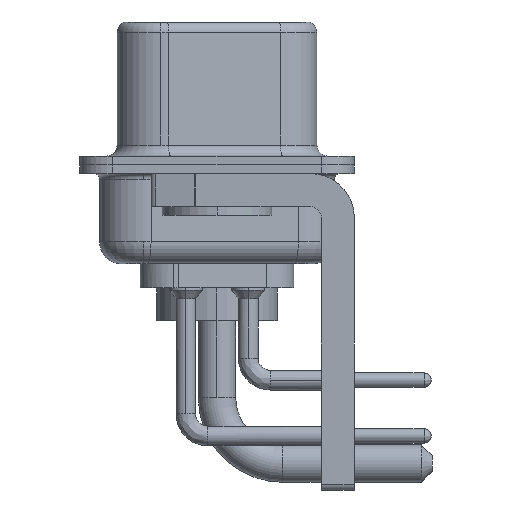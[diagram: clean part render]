
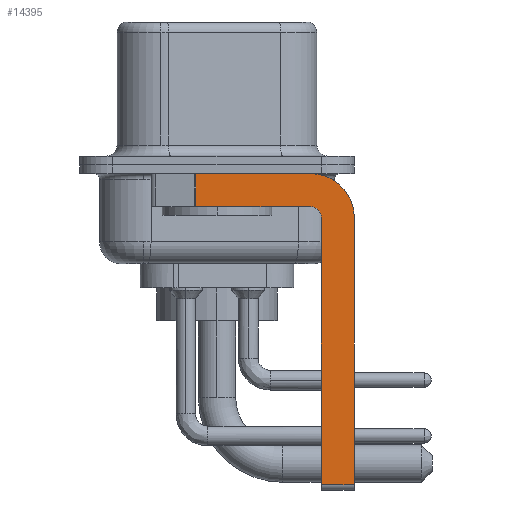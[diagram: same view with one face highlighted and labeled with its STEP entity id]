
A CAD part, left-side view. The second image highlights one B-rep face of the part: STEP entity #14395.
In plain terms, the highlighted planar face has unit normal (-1, 0, 0).
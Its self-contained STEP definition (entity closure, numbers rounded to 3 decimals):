
#48 = CARTESIAN_POINT ( 'NONE',  ( -2.9, -4.25, -2.4 ) ) ;
#499 = EDGE_CURVE ( 'NONE', #19744, #15935, #9441, .T. ) ;
#647 = ORIENTED_EDGE ( 'NONE', *, *, #9859, .F. ) ;
#727 = DIRECTION ( 'NONE',  ( 1., 0., 0. ) ) ;
#1177 = CARTESIAN_POINT ( 'NONE',  ( -2.9, -4.25, -2.4 ) ) ;
#1563 = AXIS2_PLACEMENT_3D ( 'NONE', #1177, #727, #13492 ) ;
#1611 = FACE_OUTER_BOUND ( 'NONE', #11883, .T. ) ;
#2256 = CARTESIAN_POINT ( 'NONE',  ( -2.9, 0.978, -0.4 ) ) ;
#3606 = EDGE_CURVE ( 'NONE', #21742, #19744, #15578, .T. ) ;
#4288 = ORIENTED_EDGE ( 'NONE', *, *, #499, .F. ) ;
#4349 = VERTEX_POINT ( 'NONE', #12305 ) ;
#5800 = DIRECTION ( 'NONE',  ( 0., -1., 0. ) ) ;
#5943 = CARTESIAN_POINT ( 'NONE',  ( -2.9, -4.25, -1.9 ) ) ;
#6291 = ORIENTED_EDGE ( 'NONE', *, *, #16375, .T. ) ;
#6663 = DIRECTION ( 'NONE',  ( 0., 0., -1. ) ) ;
#8410 = DIRECTION ( 'NONE',  ( 1., 0., 0. ) ) ;
#8525 = CARTESIAN_POINT ( 'NONE',  ( -2.9, -6.25, -2.4 ) ) ;
#8641 = LINE ( 'NONE', #8525, #16735 ) ;
#8650 = LINE ( 'NONE', #13904, #18764 ) ;
#8968 = LINE ( 'NONE', #21359, #14315 ) ;
#9206 = DIRECTION ( 'NONE',  ( 0., 1., 0. ) ) ;
#9418 = CIRCLE ( 'NONE', #1563, 2. ) ;
#9441 = LINE ( 'NONE', #5943, #10757 ) ;
#9859 = EDGE_CURVE ( 'NONE', #10265, #22944, #14689, .T. ) ;
#9950 = EDGE_CURVE ( 'NONE', #22951, #21742, #11645, .T. ) ;
#9969 = VERTEX_POINT ( 'NONE', #15275 ) ;
#10262 = AXIS2_PLACEMENT_3D ( 'NONE', #17185, #8410, #6663 ) ;
#10265 = VERTEX_POINT ( 'NONE', #2256 ) ;
#10757 = VECTOR ( 'NONE', #9206, 1000. ) ;
#11105 = AXIS2_PLACEMENT_3D ( 'NONE', #48, #18058, #21467 ) ;
#11645 = LINE ( 'NONE', #18539, #15641 ) ;
#11790 = EDGE_CURVE ( 'NONE', #22944, #4349, #9418, .T. ) ;
#11883 = EDGE_LOOP ( 'NONE', ( #647, #6291, #4288, #18339, #15581, #12892, #21914, #15617 ) ) ;
#12149 = DIRECTION ( 'NONE',  ( 0., -1., 0. ) ) ;
#12305 = CARTESIAN_POINT ( 'NONE',  ( -2.9, -6.25, -2.4 ) ) ;
#12378 = DIRECTION ( 'NONE',  ( 0., 0., -1. ) ) ;
#12498 = CARTESIAN_POINT ( 'NONE',  ( -2.9, 0.978, -1.9 ) ) ;
#12892 = ORIENTED_EDGE ( 'NONE', *, *, #15766, .T. ) ;
#13492 = DIRECTION ( 'NONE',  ( 0., 0., -1. ) ) ;
#13695 = CARTESIAN_POINT ( 'NONE',  ( -2.9, -4.75, -14.55 ) ) ;
#13904 = CARTESIAN_POINT ( 'NONE',  ( -2.9, -4.25, -14.55 ) ) ;
#14022 = PLANE ( 'NONE',  #10262 ) ;
#14315 = VECTOR ( 'NONE', #19594, 1000. ) ;
#14395 = ADVANCED_FACE ( 'NONE', ( #1611 ), #14022, .F. ) ;
#14689 = LINE ( 'NONE', #21820, #15266 ) ;
#15222 = CARTESIAN_POINT ( 'NONE',  ( -2.9, -4.75, -2.4 ) ) ;
#15266 = VECTOR ( 'NONE', #5800, 1000. ) ;
#15275 = CARTESIAN_POINT ( 'NONE',  ( -2.9, -6.25, -14.55 ) ) ;
#15578 = CIRCLE ( 'NONE', #11105, 0.5 ) ;
#15581 = ORIENTED_EDGE ( 'NONE', *, *, #9950, .F. ) ;
#15617 = ORIENTED_EDGE ( 'NONE', *, *, #11790, .F. ) ;
#15641 = VECTOR ( 'NONE', #20291, 1000. ) ;
#15683 = CARTESIAN_POINT ( 'NONE',  ( -2.9, -4.25, -0.4 ) ) ;
#15766 = EDGE_CURVE ( 'NONE', #22951, #9969, #8650, .T. ) ;
#15935 = VERTEX_POINT ( 'NONE', #12498 ) ;
#16375 = EDGE_CURVE ( 'NONE', #10265, #15935, #8968, .T. ) ;
#16735 = VECTOR ( 'NONE', #12378, 1000. ) ;
#17185 = CARTESIAN_POINT ( 'NONE',  ( -2.9, -4.25, -2.4 ) ) ;
#18058 = DIRECTION ( 'NONE',  ( -1., 0., 0. ) ) ;
#18339 = ORIENTED_EDGE ( 'NONE', *, *, #3606, .F. ) ;
#18539 = CARTESIAN_POINT ( 'NONE',  ( -2.9, -4.75, -14.8 ) ) ;
#18764 = VECTOR ( 'NONE', #12149, 1000. ) ;
#19594 = DIRECTION ( 'NONE',  ( 0., 0., -1. ) ) ;
#19744 = VERTEX_POINT ( 'NONE', #22030 ) ;
#20291 = DIRECTION ( 'NONE',  ( 0., 0., 1. ) ) ;
#21359 = CARTESIAN_POINT ( 'NONE',  ( -2.9, 0.978, -1.9 ) ) ;
#21467 = DIRECTION ( 'NONE',  ( 0., 0., 1. ) ) ;
#21742 = VERTEX_POINT ( 'NONE', #15222 ) ;
#21820 = CARTESIAN_POINT ( 'NONE',  ( -2.9, 3., -0.4 ) ) ;
#21914 = ORIENTED_EDGE ( 'NONE', *, *, #22335, .F. ) ;
#22030 = CARTESIAN_POINT ( 'NONE',  ( -2.9, -4.25, -1.9 ) ) ;
#22335 = EDGE_CURVE ( 'NONE', #4349, #9969, #8641, .T. ) ;
#22944 = VERTEX_POINT ( 'NONE', #15683 ) ;
#22951 = VERTEX_POINT ( 'NONE', #13695 ) ;
